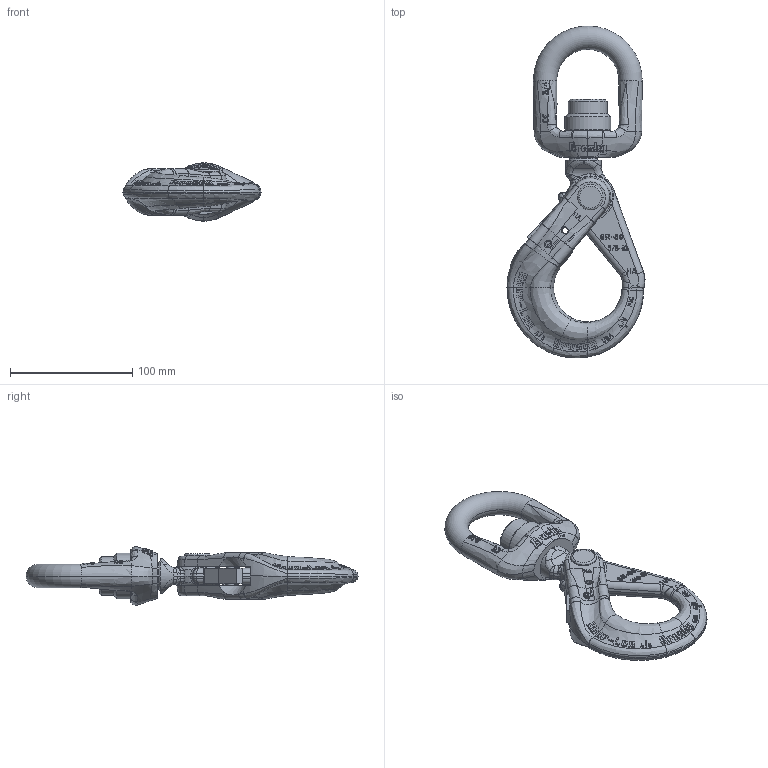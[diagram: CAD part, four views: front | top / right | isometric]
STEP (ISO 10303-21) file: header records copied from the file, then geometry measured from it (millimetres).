
FILE_DESCRIPTION((''),'2;1');
FILE_NAME('CROSBY_3326_038-10MM_1028824','2008-04-08T',('adoughty'),('The Crosby Group, Inc.'),'PRO/ENGINEER BY PARAMETRIC TECHNOLOGY CORPORATION, 2006080','PRO/ENGINEER BY PARAMETRIC TECHNOLOGY CORPORATION, 2006080','');
FILE_SCHEMA(('CONFIG_CONTROL_DESIGN'));
Length unit declared in the file: inch
Products named in the file (1): CROSBY_3326_038-10MM_1028824
Bounding box: 112.77 x 271.21 x 47.73 mm (x, y, z)
Volume: 305748.3 mm3; surface area: 71512.4 mm2
Topology: 2 solids, 2 shells, 1082 faces, 2832 edges, 1816 vertices
Faces by surface type: plane 481, bspline 287, extrusion 139, cylinder 99, torus 44, cone 30, sphere 2
Entity records: 49332 total; most frequent: CARTESIAN_POINT 26582, ORIENTED_EDGE 5660, DIRECTION 2974, EDGE_CURVE 2830, VERTEX_POINT 1816, B_SPLINE_CURVE_WITH_KNOTS 1731, EDGE_LOOP 1166, VECTOR 1092
